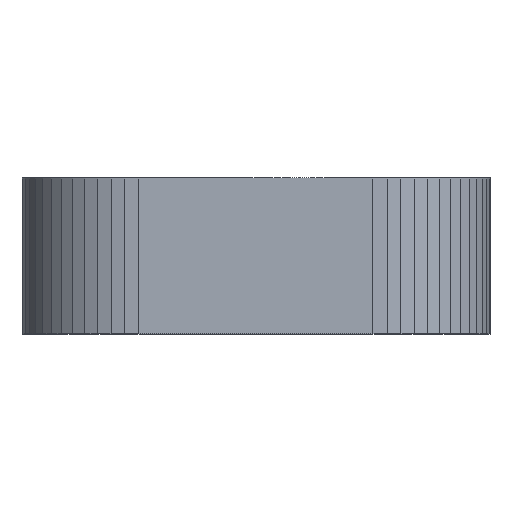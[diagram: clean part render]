
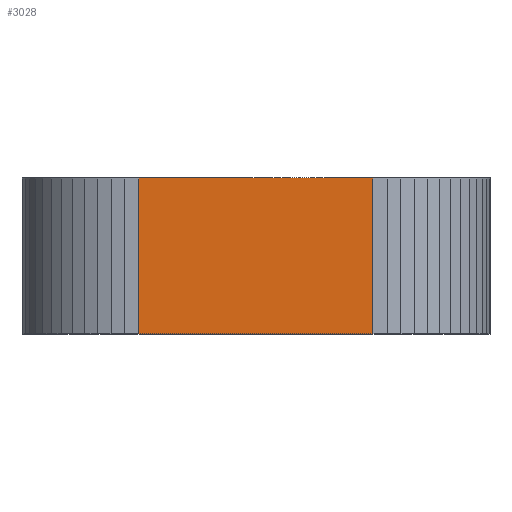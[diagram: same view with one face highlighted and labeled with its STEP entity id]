
A CAD part, front view. The second image highlights one B-rep face of the part: STEP entity #3028.
In plain terms, the highlighted planar face has unit normal (0, -1, 0).
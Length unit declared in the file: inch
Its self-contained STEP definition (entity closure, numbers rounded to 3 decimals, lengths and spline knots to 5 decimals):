
#83=PLANE('',#3232);
#231=FACE_OUTER_BOUND('',#382,.T.);
#382=EDGE_LOOP('',(#2405,#2406,#2407,#2408));
#573=LINE('',#4293,#977);
#722=LINE('',#4590,#1126);
#724=LINE('',#4594,#1128);
#725=LINE('',#4595,#1129);
#977=VECTOR('',#3514,0.3937);
#1126=VECTOR('',#3707,0.3937);
#1128=VECTOR('',#3711,0.3937);
#1129=VECTOR('',#3712,0.3937);
#1425=VERTEX_POINT('',#4290);
#1426=VERTEX_POINT('',#4292);
#1552=VERTEX_POINT('',#4589);
#1553=VERTEX_POINT('',#4593);
#1741=EDGE_CURVE('',#1425,#1426,#573,.T.);
#1890=EDGE_CURVE('',#1426,#1552,#722,.T.);
#1892=EDGE_CURVE('',#1425,#1553,#724,.T.);
#1893=EDGE_CURVE('',#1552,#1553,#725,.T.);
#2405=ORIENTED_EDGE('',*,*,#1741,.F.);
#2406=ORIENTED_EDGE('',*,*,#1892,.T.);
#2407=ORIENTED_EDGE('',*,*,#1893,.F.);
#2408=ORIENTED_EDGE('',*,*,#1890,.F.);
#3028=ADVANCED_FACE('',(#231),#83,.T.);
#3232=AXIS2_PLACEMENT_3D('',#4592,#3709,#3710);
#3514=DIRECTION('',(1.,0.,0.));
#3707=DIRECTION('',(0.,0.,-1.));
#3709=DIRECTION('center_axis',(0.,-1.,0.));
#3710=DIRECTION('ref_axis',(0.,0.,-1.));
#3711=DIRECTION('',(0.,0.,-1.));
#3712=DIRECTION('',(-1.,0.,0.));
#4290=CARTESIAN_POINT('',(-0.375,-2.25,0.5));
#4292=CARTESIAN_POINT('',(0.375,-2.25,0.5));
#4293=CARTESIAN_POINT('',(-0.375,-2.25,0.5));
#4589=CARTESIAN_POINT('',(0.375,-2.25,0.));
#4590=CARTESIAN_POINT('',(0.375,-2.25,0.5));
#4592=CARTESIAN_POINT('Origin',(0.375,-2.25,0.5));
#4593=CARTESIAN_POINT('',(-0.375,-2.25,0.));
#4594=CARTESIAN_POINT('',(-0.375,-2.25,0.5));
#4595=CARTESIAN_POINT('',(0.375,-2.25,0.));
